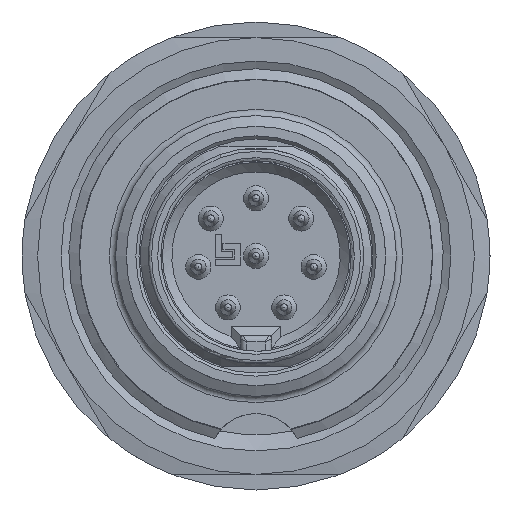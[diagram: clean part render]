
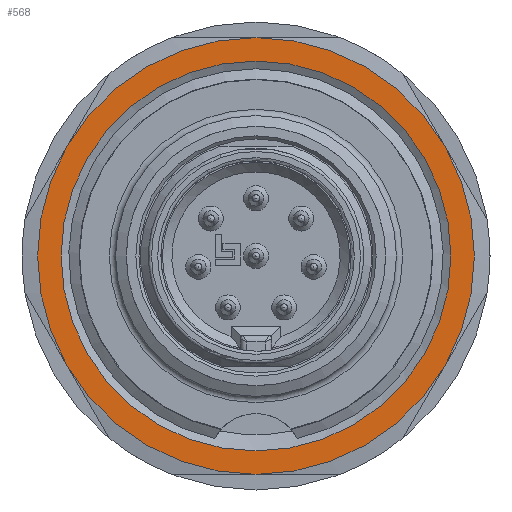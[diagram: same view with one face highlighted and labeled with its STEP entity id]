
A CAD part, left-side view. The second image highlights one B-rep face of the part: STEP entity #568.
In plain terms, the highlighted planar face has unit normal (-1, 0, 0).
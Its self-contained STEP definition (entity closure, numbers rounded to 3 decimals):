
#382=PLANE('',#3173);
#568=ADVANCED_FACE('',(#879,#880),#382,.T.);
#879=FACE_BOUND('',#1183,.T.);
#880=FACE_BOUND('',#1184,.T.);
#1183=EDGE_LOOP('',(#1952));
#1184=EDGE_LOOP('',(#1953,#1954,#1955,#1956,#1957,#1958));
#1952=ORIENTED_EDGE('',*,*,#2584,.T.);
#1953=ORIENTED_EDGE('',*,*,#2591,.T.);
#1954=ORIENTED_EDGE('',*,*,#2592,.T.);
#1955=ORIENTED_EDGE('',*,*,#2593,.T.);
#1956=ORIENTED_EDGE('',*,*,#2594,.T.);
#1957=ORIENTED_EDGE('',*,*,#2595,.T.);
#1958=ORIENTED_EDGE('',*,*,#2596,.T.);
#2279=VERTEX_POINT('',#5149);
#2286=VERTEX_POINT('',#5165);
#2287=VERTEX_POINT('',#5166);
#2288=VERTEX_POINT('',#5168);
#2289=VERTEX_POINT('',#5170);
#2290=VERTEX_POINT('',#5172);
#2291=VERTEX_POINT('',#5174);
#2584=EDGE_CURVE('',#2279,#2279,#2801,.T.);
#2591=EDGE_CURVE('',#2286,#2287,#2808,.T.);
#2592=EDGE_CURVE('',#2287,#2288,#2809,.T.);
#2593=EDGE_CURVE('',#2288,#2289,#2810,.T.);
#2594=EDGE_CURVE('',#2289,#2290,#2811,.T.);
#2595=EDGE_CURVE('',#2290,#2291,#2812,.T.);
#2596=EDGE_CURVE('',#2291,#2286,#2813,.T.);
#2801=CIRCLE('',#3158,6.249);
#2808=CIRCLE('',#3167,7.);
#2809=CIRCLE('',#3168,7.);
#2810=CIRCLE('',#3169,7.);
#2811=CIRCLE('',#3170,7.);
#2812=CIRCLE('',#3171,7.);
#2813=CIRCLE('',#3172,7.);
#3158=AXIS2_PLACEMENT_3D('',#5148,#3962,#3963);
#3167=AXIS2_PLACEMENT_3D('',#5164,#3980,#3981);
#3168=AXIS2_PLACEMENT_3D('',#5167,#3982,#3983);
#3169=AXIS2_PLACEMENT_3D('',#5169,#3984,#3985);
#3170=AXIS2_PLACEMENT_3D('',#5171,#3986,#3987);
#3171=AXIS2_PLACEMENT_3D('',#5173,#3988,#3989);
#3172=AXIS2_PLACEMENT_3D('',#5175,#3990,#3991);
#3173=AXIS2_PLACEMENT_3D('',#5176,#3992,#3993);
#3962=DIRECTION('',(1.,0.,0.));
#3963=DIRECTION('',(0.,0.,1.));
#3980=DIRECTION('',(-1.,0.,0.));
#3981=DIRECTION('',(0.,0.,1.));
#3982=DIRECTION('',(-1.,0.,0.));
#3983=DIRECTION('',(0.,0.,1.));
#3984=DIRECTION('',(-1.,0.,0.));
#3985=DIRECTION('',(0.,0.,1.));
#3986=DIRECTION('',(-1.,0.,0.));
#3987=DIRECTION('',(0.,0.,1.));
#3988=DIRECTION('',(-1.,0.,0.));
#3989=DIRECTION('',(0.,0.,1.));
#3990=DIRECTION('',(-1.,0.,0.));
#3991=DIRECTION('',(0.,0.,1.));
#3992=DIRECTION('',(-1.,0.,0.));
#3993=DIRECTION('',(0.,0.,1.));
#5148=CARTESIAN_POINT('',(9.5,0.,0.));
#5149=CARTESIAN_POINT('',(9.5,0.,6.249));
#5164=CARTESIAN_POINT('',(9.5,0.,0.));
#5165=CARTESIAN_POINT('',(9.5,6.062,3.5));
#5166=CARTESIAN_POINT('',(9.5,6.062,-3.5));
#5167=CARTESIAN_POINT('',(9.5,0.,0.));
#5168=CARTESIAN_POINT('',(9.5,0.,-7.));
#5169=CARTESIAN_POINT('',(9.5,0.,0.));
#5170=CARTESIAN_POINT('',(9.5,-6.062,-3.5));
#5171=CARTESIAN_POINT('',(9.5,0.,0.));
#5172=CARTESIAN_POINT('',(9.5,-6.062,3.5));
#5173=CARTESIAN_POINT('',(9.5,0.,0.));
#5174=CARTESIAN_POINT('',(9.5,0.,7.));
#5175=CARTESIAN_POINT('',(9.5,0.,0.));
#5176=CARTESIAN_POINT('',(9.5,0.,0.));
